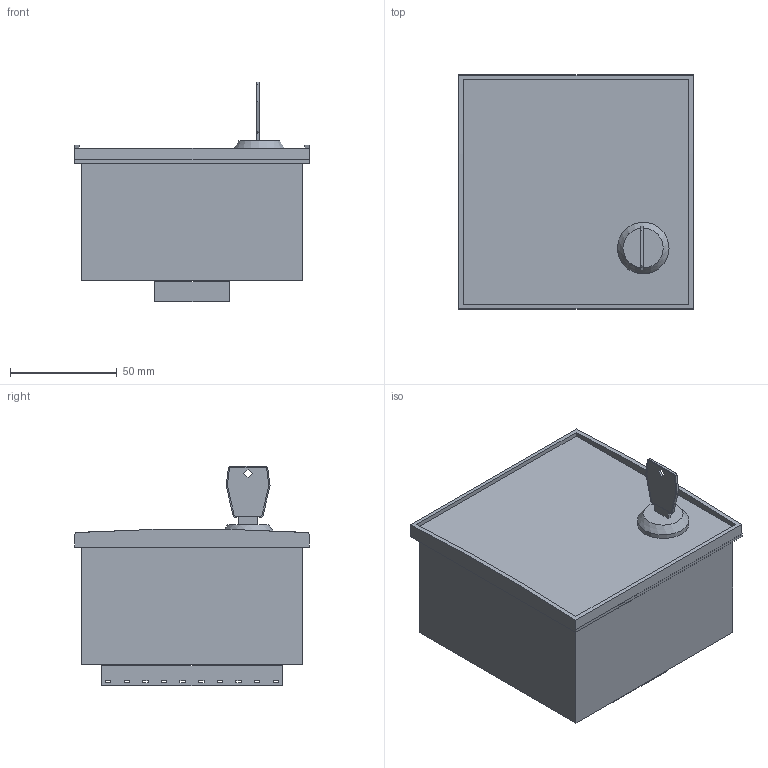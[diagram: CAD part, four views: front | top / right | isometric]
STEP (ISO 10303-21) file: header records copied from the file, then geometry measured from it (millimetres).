
FILE_DESCRIPTION(/* description */ (''),/* implementation_level */ '2;1');
FILE_NAME(/* name */ '3d_RGK420SA.stp',/* time_stamp */ '2016-10-28T08:43:35+02:00',/* author */ ('Andrzej'),/* organization */ (''),/* preprocessor_version */ 'ST-DEVELOPER v15.5',/* originating_system */ 'AutoCAD Mechanical',/* authorisation */ '');
FILE_SCHEMA (('AUTOMOTIVE_DESIGN { 1 0 10303 214 3 1 1 }'));
Length unit declared in the file: millimetre
Products named in the file (1): Product
Bounding box: 110 x 110 x 103 mm (x, y, z)
Volume: 685514.9 mm3; surface area: 85842.2 mm2
Topology: 4 solids, 4 shells, 107 faces, 319 edges, 254 vertices
Faces by surface type: plane 91, cylinder 15, cone 1
Full cylindrical faces by diameter (mm): 4 x1, 24.278 x1
Entity records: 3583 total; most frequent: CARTESIAN_POINT 680, DIRECTION 572, ORIENTED_EDGE 562, EDGE_CURVE 281, LINE 274, VECTOR 274, VERTEX_POINT 189, AXIS2_PLACEMENT_3D 149
